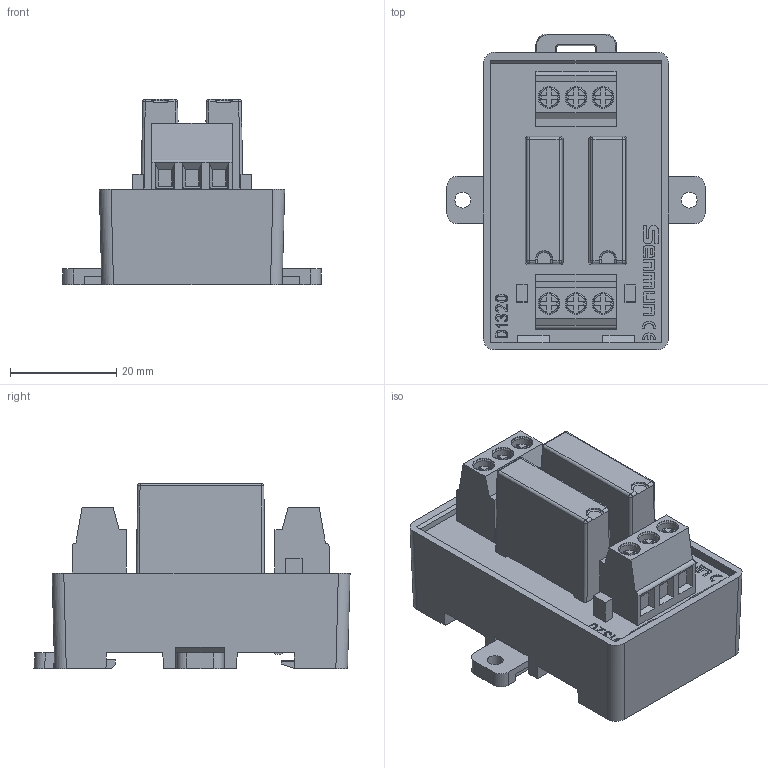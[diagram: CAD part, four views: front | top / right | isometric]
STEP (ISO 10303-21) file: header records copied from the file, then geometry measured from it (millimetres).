
FILE_DESCRIPTION(/* description */ (''),/* implementation_level */ '2;1');
FILE_NAME(/* name */ 'D1320-E 3D.stp',/* time_stamp */ '2024-08-16T14:44:37+08:00',/* author */ (''),/* organization */ (''),/* preprocessor_version */ 'ST-DEVELOPER v14',/* originating_system */ 'SIEMENS PLM Software NX 8.0',/* authorisation */ '');
FILE_SCHEMA (('AUTOMOTIVE_DESIGN { 1 0 10303 214 3 1 1 1 }'));
Length unit declared in the file: millimetre
Products named in the file (1): D1320-E 3D_stp
Bounding box: 48.6 x 59.51 x 34.89 mm (x, y, z)
Volume: 39197.2 mm3; surface area: 13823.5 mm2
Topology: 3 solids, 3 shells, 580 faces, 1537 edges, 1002 vertices
Faces by surface type: plane 446, cylinder 77, torus 20, cone 14, extrusion 13, sphere 8, bspline 2
Full cylindrical faces by diameter (mm): 3 x2, 4.1 x12
Entity records: 19614 total; most frequent: CARTESIAN_POINT 4409, ORIENTED_EDGE 3006, DIRECTION 2732, EDGE_CURVE 1503, VECTOR 1220, LINE 1207, VERTEX_POINT 998, AXIS2_PLACEMENT_3D 756
